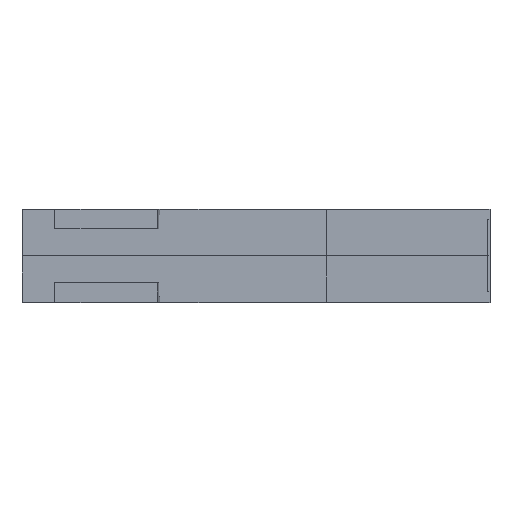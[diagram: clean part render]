
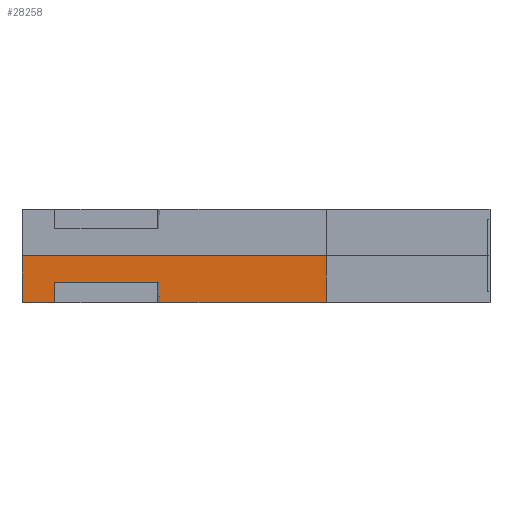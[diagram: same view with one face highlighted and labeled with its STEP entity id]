
A CAD part, top view. The second image highlights one B-rep face of the part: STEP entity #28258.
In plain terms, the highlighted planar face has unit normal (0, 0, 1).
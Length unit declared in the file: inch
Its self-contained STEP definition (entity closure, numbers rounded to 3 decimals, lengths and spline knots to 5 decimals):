
#157 = CARTESIAN_POINT ( 'NONE',  ( 2.46, 0.355, 1.74 ) ) ;
#211 = VERTEX_POINT ( 'NONE', #6098 ) ;
#1000 = CARTESIAN_POINT ( 'NONE',  ( 1.04895, 0., 1.74 ) ) ;
#1501 = FACE_OUTER_BOUND ( 'NONE', #20414, .T. ) ;
#1893 = LINE ( 'NONE', #28770, #27496 ) ;
#3120 = VERTEX_POINT ( 'NONE', #18271 ) ;
#3999 = CARTESIAN_POINT ( 'NONE',  ( 0.25, 0.355, 1.74 ) ) ;
#4155 = ORIENTED_EDGE ( 'NONE', *, *, #17019, .T. ) ;
#4490 = DIRECTION ( 'NONE',  ( 0., -1., 0. ) ) ;
#5266 = VECTOR ( 'NONE', #31031, 39.37008 ) ;
#5324 = VECTOR ( 'NONE', #9587, 39.37008 ) ;
#5389 = ORIENTED_EDGE ( 'NONE', *, *, #24645, .T. ) ;
#6042 = LINE ( 'NONE', #3999, #5266 ) ;
#6098 = CARTESIAN_POINT ( 'NONE',  ( 0.25, 0., 1.74 ) ) ;
#6402 = VECTOR ( 'NONE', #16360, 39.37008 ) ;
#6412 = EDGE_CURVE ( 'NONE', #12253, #11389, #1893, .T. ) ;
#7556 = VECTOR ( 'NONE', #27772, 39.37008 ) ;
#7574 = DIRECTION ( 'NONE',  ( 0., 0., -1. ) ) ;
#7674 = LINE ( 'NONE', #13340, #13393 ) ;
#8537 = ORIENTED_EDGE ( 'NONE', *, *, #6412, .T. ) ;
#9264 = CARTESIAN_POINT ( 'NONE',  ( 2.46, 0.355, 1.74 ) ) ;
#9274 = AXIS2_PLACEMENT_3D ( 'NONE', #157, #7574, #29361 ) ;
#9587 = DIRECTION ( 'NONE',  ( 0., -1., 0. ) ) ;
#11389 = VERTEX_POINT ( 'NONE', #1000 ) ;
#11714 = ORIENTED_EDGE ( 'NONE', *, *, #21467, .F. ) ;
#11770 = LINE ( 'NONE', #31329, #6402 ) ;
#12253 = VERTEX_POINT ( 'NONE', #20846 ) ;
#12335 = CARTESIAN_POINT ( 'NONE',  ( 0., 0., 1.74 ) ) ;
#12616 = VERTEX_POINT ( 'NONE', #12335 ) ;
#13340 = CARTESIAN_POINT ( 'NONE',  ( 1.05895, 0.043, 1.74 ) ) ;
#13388 = VERTEX_POINT ( 'NONE', #28747 ) ;
#13393 = VECTOR ( 'NONE', #15481, 39.37008 ) ;
#14302 = EDGE_CURVE ( 'NONE', #28369, #13388, #14733, .T. ) ;
#14733 = LINE ( 'NONE', #18398, #20440 ) ;
#15020 = CARTESIAN_POINT ( 'NONE',  ( 0., 0.355, 1.74 ) ) ;
#15481 = DIRECTION ( 'NONE',  ( -1., 0., 0. ) ) ;
#15989 = CARTESIAN_POINT ( 'NONE',  ( 2.46, 0., 1.74 ) ) ;
#16360 = DIRECTION ( 'NONE',  ( 1., 0., 0. ) ) ;
#16512 = LINE ( 'NONE', #9264, #23812 ) ;
#17019 = EDGE_CURVE ( 'NONE', #11389, #28741, #25498, .T. ) ;
#17073 = PLANE ( 'NONE',  #9274 ) ;
#17464 = ORIENTED_EDGE ( 'NONE', *, *, #26125, .F. ) ;
#17821 = ORIENTED_EDGE ( 'NONE', *, *, #29467, .T. ) ;
#17932 = CARTESIAN_POINT ( 'NONE',  ( 2.46, 0., 1.74 ) ) ;
#18271 = CARTESIAN_POINT ( 'NONE',  ( 0.25, 0.043, 1.74 ) ) ;
#18398 = CARTESIAN_POINT ( 'NONE',  ( 2.46, 0.355, 1.74 ) ) ;
#20414 = EDGE_LOOP ( 'NONE', ( #17464, #8537, #4155, #11714, #21833, #25602, #17821, #5389 ) ) ;
#20440 = VECTOR ( 'NONE', #20954, 39.37008 ) ;
#20593 = LINE ( 'NONE', #21321, #5324 ) ;
#20846 = CARTESIAN_POINT ( 'NONE',  ( 1.04895, 0.043, 1.74 ) ) ;
#20954 = DIRECTION ( 'NONE',  ( 1., 0., 0. ) ) ;
#21321 = CARTESIAN_POINT ( 'NONE',  ( 0., 0.355, 1.74 ) ) ;
#21467 = EDGE_CURVE ( 'NONE', #13388, #28741, #16512, .T. ) ;
#21833 = ORIENTED_EDGE ( 'NONE', *, *, #14302, .F. ) ;
#23812 = VECTOR ( 'NONE', #28500, 39.37008 ) ;
#24645 = EDGE_CURVE ( 'NONE', #211, #3120, #6042, .T. ) ;
#25498 = LINE ( 'NONE', #17932, #7556 ) ;
#25602 = ORIENTED_EDGE ( 'NONE', *, *, #26332, .T. ) ;
#26125 = EDGE_CURVE ( 'NONE', #12253, #3120, #7674, .T. ) ;
#26332 = EDGE_CURVE ( 'NONE', #28369, #12616, #20593, .T. ) ;
#27496 = VECTOR ( 'NONE', #4490, 39.37008 ) ;
#27772 = DIRECTION ( 'NONE',  ( 1., 0., 0. ) ) ;
#28258 = ADVANCED_FACE ( 'NONE', ( #1501 ), #17073, .F. ) ;
#28369 = VERTEX_POINT ( 'NONE', #15020 ) ;
#28500 = DIRECTION ( 'NONE',  ( 0., -1., 0. ) ) ;
#28741 = VERTEX_POINT ( 'NONE', #15989 ) ;
#28747 = CARTESIAN_POINT ( 'NONE',  ( 2.46, 0.355, 1.74 ) ) ;
#28770 = CARTESIAN_POINT ( 'NONE',  ( 1.04895, 0.355, 1.74 ) ) ;
#29361 = DIRECTION ( 'NONE',  ( -1., 0., 0. ) ) ;
#29467 = EDGE_CURVE ( 'NONE', #12616, #211, #11770, .T. ) ;
#31031 = DIRECTION ( 'NONE',  ( 0., 1., 0. ) ) ;
#31329 = CARTESIAN_POINT ( 'NONE',  ( 2.46, 0., 1.74 ) ) ;
